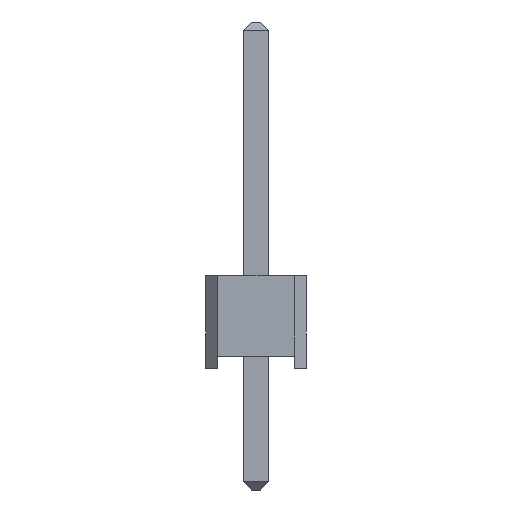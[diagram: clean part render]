
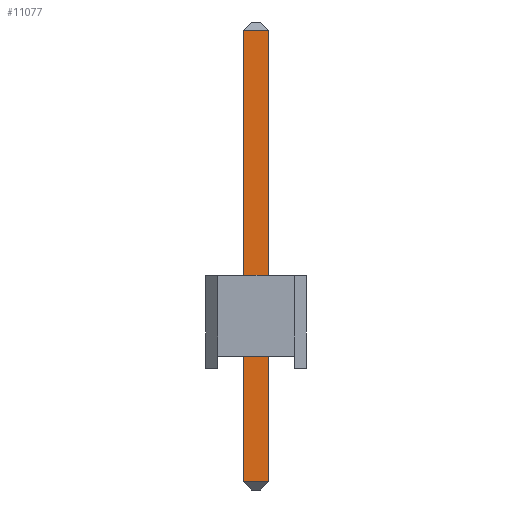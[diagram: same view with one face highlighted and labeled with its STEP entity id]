
A CAD part, left-side view. The second image highlights one B-rep face of the part: STEP entity #11077.
In plain terms, the highlighted planar face has unit normal (-1, 0, 0).
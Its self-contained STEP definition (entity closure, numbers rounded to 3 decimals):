
#10724 = PLANE('',#10725);
#10725 = AXIS2_PLACEMENT_3D('',#10726,#10727,#10728);
#10726 = CARTESIAN_POINT('',(-0.32,0.32,-3.));
#10727 = DIRECTION('',(-0.,1.,0.));
#10728 = DIRECTION('',(0.,0.,1.));
#10749 = VERTEX_POINT('',#10750);
#10750 = CARTESIAN_POINT('',(-0.32,0.32,-2.8));
#10776 = EDGE_CURVE('',#10749,#10777,#10779,.T.);
#10777 = VERTEX_POINT('',#10778);
#10778 = CARTESIAN_POINT('',(-0.32,0.32,8.34));
#10779 = SURFACE_CURVE('',#10780,(#10784,#10791),.PCURVE_S1.);
#10780 = LINE('',#10781,#10782);
#10781 = CARTESIAN_POINT('',(-0.32,0.32,-3.));
#10782 = VECTOR('',#10783,1.);
#10783 = DIRECTION('',(0.,-0.,1.));
#10784 = PCURVE('',#10724,#10785);
#10785 = DEFINITIONAL_REPRESENTATION('',(#10786),#10790);
#10786 = LINE('',#10787,#10788);
#10787 = CARTESIAN_POINT('',(0.,0.));
#10788 = VECTOR('',#10789,1.);
#10789 = DIRECTION('',(1.,0.));
#10790 = ( GEOMETRIC_REPRESENTATION_CONTEXT(2) 
PARAMETRIC_REPRESENTATION_CONTEXT() REPRESENTATION_CONTEXT('2D SPACE',''
  ) );
#10791 = PCURVE('',#10792,#10797);
#10792 = PLANE('',#10793);
#10793 = AXIS2_PLACEMENT_3D('',#10794,#10795,#10796);
#10794 = CARTESIAN_POINT('',(-0.32,-0.32,-3.));
#10795 = DIRECTION('',(-1.,0.,0.));
#10796 = DIRECTION('',(0.,0.,1.));
#10797 = DEFINITIONAL_REPRESENTATION('',(#10798),#10802);
#10798 = LINE('',#10799,#10800);
#10799 = CARTESIAN_POINT('',(0.,0.64));
#10800 = VECTOR('',#10801,1.);
#10801 = DIRECTION('',(1.,0.));
#10802 = ( GEOMETRIC_REPRESENTATION_CONTEXT(2) 
PARAMETRIC_REPRESENTATION_CONTEXT() REPRESENTATION_CONTEXT('2D SPACE',''
  ) );
#10904 = PLANE('',#10905);
#10905 = AXIS2_PLACEMENT_3D('',#10906,#10907,#10908);
#10906 = CARTESIAN_POINT('',(-0.22,-0.32,-2.9));
#10907 = DIRECTION('',(0.707,0.,0.707));
#10908 = DIRECTION('',(0.707,0.,-0.707));
#10937 = PLANE('',#10938);
#10938 = AXIS2_PLACEMENT_3D('',#10939,#10940,#10941);
#10939 = CARTESIAN_POINT('',(0.32,-0.32,-3.));
#10940 = DIRECTION('',(0.,-1.,0.));
#10941 = DIRECTION('',(0.,-0.,-1.));
#11017 = PLANE('',#11018);
#11018 = AXIS2_PLACEMENT_3D('',#11019,#11020,#11021);
#11019 = CARTESIAN_POINT('',(-0.22,-0.32,8.44));
#11020 = DIRECTION('',(-0.707,0.,0.707));
#11021 = DIRECTION('',(0.707,0.,0.707));
#11077 = ADVANCED_FACE('',(#11078),#10792,.T.);
#11078 = FACE_BOUND('',#11079,.T.);
#11079 = EDGE_LOOP('',(#11080,#11081,#11104,#11127));
#11080 = ORIENTED_EDGE('',*,*,#10776,.F.);
#11081 = ORIENTED_EDGE('',*,*,#11082,.T.);
#11082 = EDGE_CURVE('',#10749,#11083,#11085,.T.);
#11083 = VERTEX_POINT('',#11084);
#11084 = CARTESIAN_POINT('',(-0.32,-0.32,-2.8));
#11085 = SURFACE_CURVE('',#11086,(#11090,#11097),.PCURVE_S1.);
#11086 = LINE('',#11087,#11088);
#11087 = CARTESIAN_POINT('',(-0.32,-0.32,-2.8));
#11088 = VECTOR('',#11089,1.);
#11089 = DIRECTION('',(-0.,-1.,0.));
#11090 = PCURVE('',#10792,#11091);
#11091 = DEFINITIONAL_REPRESENTATION('',(#11092),#11096);
#11092 = LINE('',#11093,#11094);
#11093 = CARTESIAN_POINT('',(0.2,0.));
#11094 = VECTOR('',#11095,1.);
#11095 = DIRECTION('',(0.,-1.));
#11096 = ( GEOMETRIC_REPRESENTATION_CONTEXT(2) 
PARAMETRIC_REPRESENTATION_CONTEXT() REPRESENTATION_CONTEXT('2D SPACE',''
  ) );
#11097 = PCURVE('',#10904,#11098);
#11098 = DEFINITIONAL_REPRESENTATION('',(#11099),#11103);
#11099 = LINE('',#11100,#11101);
#11100 = CARTESIAN_POINT('',(-0.141,0.));
#11101 = VECTOR('',#11102,1.);
#11102 = DIRECTION('',(-0.,-1.));
#11103 = ( GEOMETRIC_REPRESENTATION_CONTEXT(2) 
PARAMETRIC_REPRESENTATION_CONTEXT() REPRESENTATION_CONTEXT('2D SPACE',''
  ) );
#11104 = ORIENTED_EDGE('',*,*,#11105,.T.);
#11105 = EDGE_CURVE('',#11083,#11106,#11108,.T.);
#11106 = VERTEX_POINT('',#11107);
#11107 = CARTESIAN_POINT('',(-0.32,-0.32,8.34));
#11108 = SURFACE_CURVE('',#11109,(#11113,#11120),.PCURVE_S1.);
#11109 = LINE('',#11110,#11111);
#11110 = CARTESIAN_POINT('',(-0.32,-0.32,-3.));
#11111 = VECTOR('',#11112,1.);
#11112 = DIRECTION('',(0.,0.,1.));
#11113 = PCURVE('',#10792,#11114);
#11114 = DEFINITIONAL_REPRESENTATION('',(#11115),#11119);
#11115 = LINE('',#11116,#11117);
#11116 = CARTESIAN_POINT('',(0.,0.));
#11117 = VECTOR('',#11118,1.);
#11118 = DIRECTION('',(1.,0.));
#11119 = ( GEOMETRIC_REPRESENTATION_CONTEXT(2) 
PARAMETRIC_REPRESENTATION_CONTEXT() REPRESENTATION_CONTEXT('2D SPACE',''
  ) );
#11120 = PCURVE('',#10937,#11121);
#11121 = DEFINITIONAL_REPRESENTATION('',(#11122),#11126);
#11122 = LINE('',#11123,#11124);
#11123 = CARTESIAN_POINT('',(-0.,-0.64));
#11124 = VECTOR('',#11125,1.);
#11125 = DIRECTION('',(-1.,0.));
#11126 = ( GEOMETRIC_REPRESENTATION_CONTEXT(2) 
PARAMETRIC_REPRESENTATION_CONTEXT() REPRESENTATION_CONTEXT('2D SPACE',''
  ) );
#11127 = ORIENTED_EDGE('',*,*,#11128,.T.);
#11128 = EDGE_CURVE('',#11106,#10777,#11129,.T.);
#11129 = SURFACE_CURVE('',#11130,(#11134,#11141),.PCURVE_S1.);
#11130 = LINE('',#11131,#11132);
#11131 = CARTESIAN_POINT('',(-0.32,-0.32,8.34));
#11132 = VECTOR('',#11133,1.);
#11133 = DIRECTION('',(0.,1.,-0.));
#11134 = PCURVE('',#10792,#11135);
#11135 = DEFINITIONAL_REPRESENTATION('',(#11136),#11140);
#11136 = LINE('',#11137,#11138);
#11137 = CARTESIAN_POINT('',(11.34,0.));
#11138 = VECTOR('',#11139,1.);
#11139 = DIRECTION('',(0.,1.));
#11140 = ( GEOMETRIC_REPRESENTATION_CONTEXT(2) 
PARAMETRIC_REPRESENTATION_CONTEXT() REPRESENTATION_CONTEXT('2D SPACE',''
  ) );
#11141 = PCURVE('',#11017,#11142);
#11142 = DEFINITIONAL_REPRESENTATION('',(#11143),#11147);
#11143 = LINE('',#11144,#11145);
#11144 = CARTESIAN_POINT('',(-0.141,0.));
#11145 = VECTOR('',#11146,1.);
#11146 = DIRECTION('',(0.,1.));
#11147 = ( GEOMETRIC_REPRESENTATION_CONTEXT(2) 
PARAMETRIC_REPRESENTATION_CONTEXT() REPRESENTATION_CONTEXT('2D SPACE',''
  ) );
